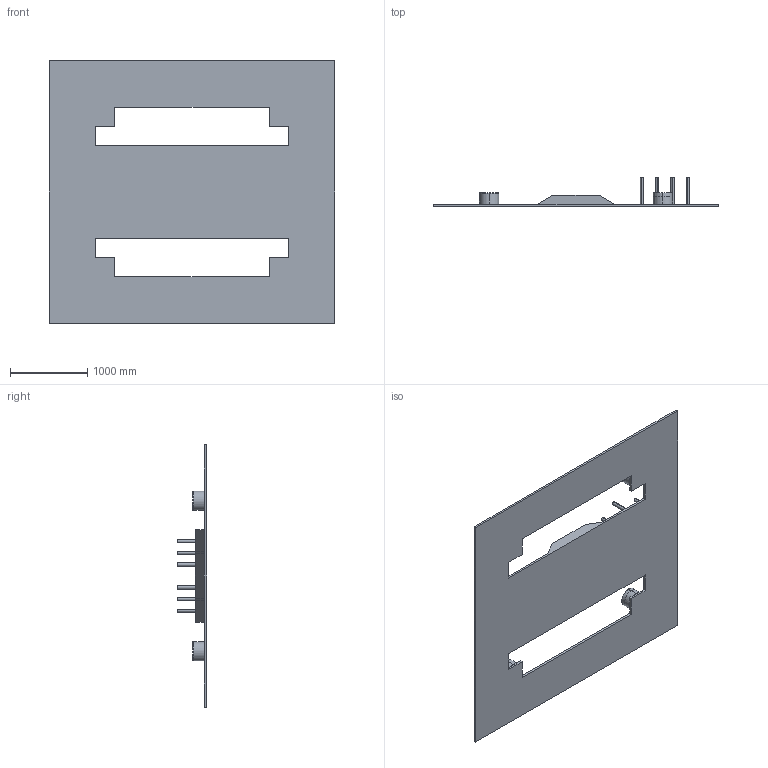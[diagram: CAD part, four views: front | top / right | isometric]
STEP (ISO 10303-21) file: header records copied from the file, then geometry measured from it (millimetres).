
FILE_DESCRIPTION (( 'STEP AP203' ), '1' );
FILE_NAME ('San.STEP', '2018-10-17T10:37:54', ( 'Windows User' ), ( '' ), 'SwSTEP 2.0', 'SolidWorks 2015', '' );
FILE_SCHEMA (( 'CONFIG_CONTROL_DESIGN' ));
Length unit declared in the file: millimetre
Products named in the file (1): San
Bounding box: 3700 x 380 x 3400 mm (x, y, z)
Volume: 448600198.4 mm3; surface area: 22666206.7 mm2
Topology: 1 solids, 1 shells, 219 faces, 548 edges, 352 vertices
Faces by surface type: plane 167, cylinder 52
Entity records: 6535 total; most frequent: CARTESIAN_POINT 1120, DIRECTION 1096, ORIENTED_EDGE 1096, EDGE_CURVE 548, VECTOR 440, LINE 440, VERTEX_POINT 352, AXIS2_PLACEMENT_3D 328
